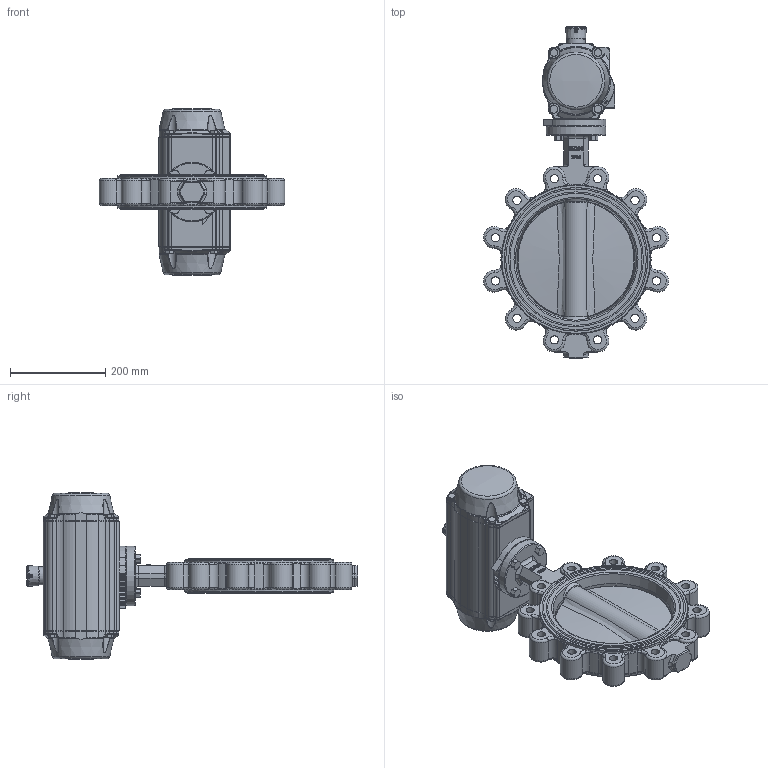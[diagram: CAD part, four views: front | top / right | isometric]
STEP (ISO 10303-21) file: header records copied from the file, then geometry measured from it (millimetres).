
FILE_DESCRIPTION(/* description */ ('Unknown'),/* implementation_level */ '2;1');
FILE_NAME(/* name */ 'DW07 5200_5210_5220-16',/* time_stamp */ '2023-05-02T13:31:52+02:00',/* author */ ('Unknown'),/* organization */ ('Unknown'),/* preprocessor_version */ 'ST-DEVELOPER v18.102',/* originating_system */ 'Solid Edge',/* authorisation */ 'Unknown');
FILE_SCHEMA (('AUTOMOTIVE_DESIGN {1 0 10303 214 3 1 1}'));
Products named in the file (18): DW333-5.200.250-8792; LUG-DN250_PN10; DN250-PN10; seat; disc; shaft1; shaft2; bushing1; DW07_FR06_(DW333_FR248); KP-125; ָʾ; 硌尨釱; 硌尨梓尨_酴伎; 指示标示(黄色）_红色; cup head nib bolts with large head gb_GB_FASTENER_BOLT_CHNBW M6X25-N; hexagon head bolts--product grade c gb_GB_FASTENER_BOLT_HHBC M10X45-N; M12x50; Rasterscheibe DN300
Assembly tree (29 placements, depth 4):
  DW333-5.200.250-8792
    LUG-DN250_PN10
      DN250-PN10
      seat
      disc
      shaft1
      shaft2
      bushing1
    DW07_FR06_(DW333_FR248)
      KP-125
      ָʾ
        硌尨釱
        硌尨梓尨_酴伎  x2
        指示标示(黄色）_红色  x2
      cup head nib bolts with large head gb_GB_FASTENER_BOLT_CHNBW M6X25-N
      hexagon head bolts--product grade c gb_GB_FASTENER_BOLT_HHBC M10X45-N  x8
    M12x50  x4
    Rasterscheibe DN300
Bounding box: 388.76 x 696.62 x 349.9 mm (x, y, z)
Volume: 11155972.4 mm3; surface area: 1068769.4 mm2
Topology: 26 solids, 26 shells, 1999 faces, 4806 edges, 2917 vertices
Faces by surface type: plane 587, cylinder 528, bspline 413, torus 261, cone 191, sphere 19
Full cylindrical faces by diameter (mm): 3 x16, 3.3 x8, 4.2 x8, 4.66 x1, 5 x1, 6 x1, 6.2 x1, 6.8 x5, 8.5 x12, 9.663 x8, 10 x8, 11.8 x2, 12 x8, 17.294 x12, 20 x1, 25 x1, 28.45 x5, 28.68 x1, 28.7 x1, 32 x1, 34.9 x2, 35 x1, 38 x1, 38.5 x1, 40 x2, 43 x1, 43.852 x1, 71 x1, 75.015 x2, 125 x1
Entity records: 66612 total; most frequent: CARTESIAN_POINT 26656, ORIENTED_EDGE 7500, DIRECTION 7090, EDGE_CURVE 3750, AXIS2_PLACEMENT_3D 2889, VERTEX_POINT 2398, FACE_BOUND 1996, EDGE_LOOP 1971
